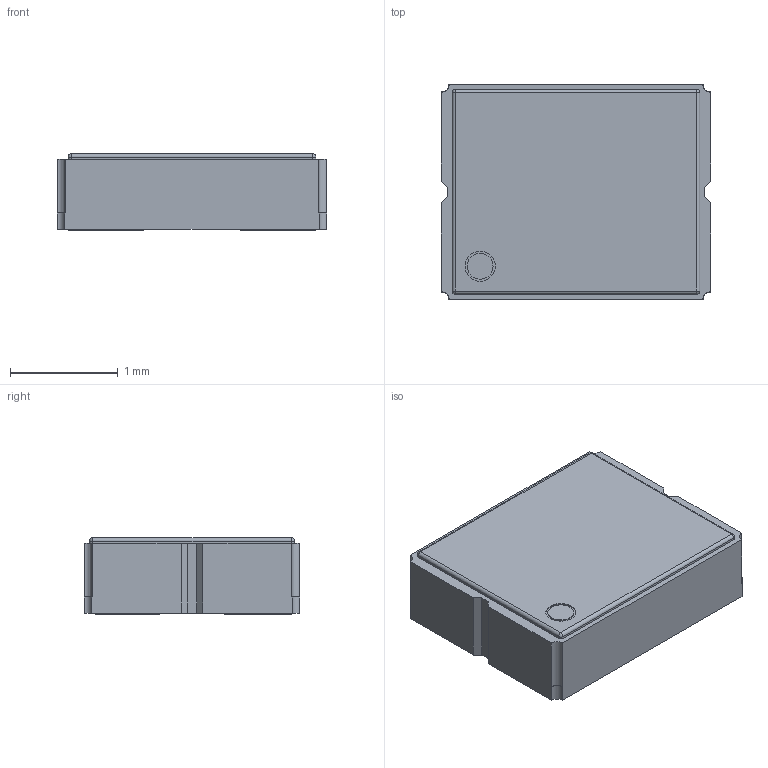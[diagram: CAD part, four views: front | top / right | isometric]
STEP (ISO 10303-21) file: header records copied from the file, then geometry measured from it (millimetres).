
FILE_DESCRIPTION (( 'STEP AP214' ), '1' );
FILE_NAME ('User Library-VCXO 2.5x2.0.STEP', '2017-09-12T08:39:06', ( 'Windows User' ), ( '' ), 'SwSTEP 2.0', 'SolidWorks 2017', '' );
FILE_SCHEMA (( 'AUTOMOTIVE_DESIGN' ));
Length unit declared in the file: millimetre
Products named in the file (1): User Library-VCXO 2.5x2.0
Bounding box: 2.5 x 2 x 0.71 mm (x, y, z)
Volume: 3.5 mm3; surface area: 16.2 mm2
Topology: 1 solids, 1 shells, 70 faces, 175 edges, 110 vertices
Faces by surface type: plane 46, cylinder 20, sphere 4
Entity records: 2821 total; most frequent: DIRECTION 353, CARTESIAN_POINT 352, ORIENTED_EDGE 342, EDGE_CURVE 171, VECTOR 131, LINE 131, AXIS2_PLACEMENT_3D 111, VERTEX_POINT 110
